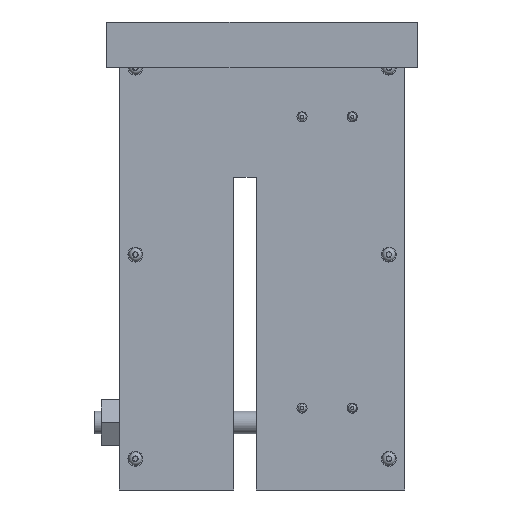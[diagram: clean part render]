
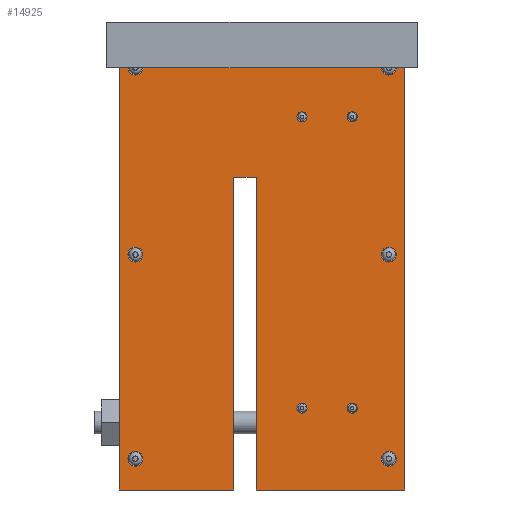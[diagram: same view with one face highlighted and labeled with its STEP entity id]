
A CAD part, left-side view. The second image highlights one B-rep face of the part: STEP entity #14925.
In plain terms, the highlighted planar face has unit normal (-1, 0, 0).
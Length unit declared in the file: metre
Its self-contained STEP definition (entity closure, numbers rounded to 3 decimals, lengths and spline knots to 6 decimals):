
#1320=LINE('',#28098,#2583);
#1328=LINE('',#28115,#2591);
#1332=LINE('',#28123,#2595);
#1334=LINE('',#28126,#2597);
#1336=LINE('',#28130,#2599);
#1341=LINE('',#28141,#2604);
#1343=LINE('',#28144,#2606);
#1345=LINE('',#28147,#2608);
#2583=VECTOR('',#18806,1.);
#2591=VECTOR('',#18816,1.);
#2595=VECTOR('',#18822,1.);
#2597=VECTOR('',#18826,1.);
#2599=VECTOR('',#18830,1.);
#2604=VECTOR('',#18837,1.);
#2606=VECTOR('',#18841,1.);
#2608=VECTOR('',#18845,1.);
#3191=PLANE('',#15987);
#3473=CIRCLE('',#15988,0.00325);
#3474=CIRCLE('',#15989,0.00325);
#3475=CIRCLE('',#15990,0.00325);
#3476=CIRCLE('',#15991,0.00325);
#3477=CIRCLE('',#15992,0.00325);
#3478=CIRCLE('',#15993,0.00325);
#3479=CIRCLE('',#15994,0.0022);
#3480=CIRCLE('',#15995,0.0022);
#3481=CIRCLE('',#15996,0.0022);
#3482=CIRCLE('',#15997,0.0022);
#7366=ORIENTED_EDGE('',*,*,#9767,.T.);
#7367=ORIENTED_EDGE('',*,*,#9768,.T.);
#7368=ORIENTED_EDGE('',*,*,#9769,.T.);
#7369=ORIENTED_EDGE('',*,*,#9770,.T.);
#7370=ORIENTED_EDGE('',*,*,#9771,.T.);
#7371=ORIENTED_EDGE('',*,*,#9772,.T.);
#7372=ORIENTED_EDGE('',*,*,#9746,.T.);
#7373=ORIENTED_EDGE('',*,*,#9737,.T.);
#7374=ORIENTED_EDGE('',*,*,#9729,.F.);
#7375=ORIENTED_EDGE('',*,*,#9733,.T.);
#7376=ORIENTED_EDGE('',*,*,#9735,.T.);
#7377=ORIENTED_EDGE('',*,*,#9721,.F.);
#7378=ORIENTED_EDGE('',*,*,#9744,.F.);
#7379=ORIENTED_EDGE('',*,*,#9742,.T.);
#7380=ORIENTED_EDGE('',*,*,#9773,.T.);
#7381=ORIENTED_EDGE('',*,*,#9774,.T.);
#7382=ORIENTED_EDGE('',*,*,#9775,.T.);
#7383=ORIENTED_EDGE('',*,*,#9776,.T.);
#9721=EDGE_CURVE('',#11256,#11257,#1320,.T.);
#9729=EDGE_CURVE('',#11264,#11265,#1328,.T.);
#9733=EDGE_CURVE('',#11264,#11267,#1332,.T.);
#9735=EDGE_CURVE('',#11267,#11257,#1334,.T.);
#9737=EDGE_CURVE('',#11269,#11265,#1336,.T.);
#9742=EDGE_CURVE('',#11270,#11273,#1341,.T.);
#9744=EDGE_CURVE('',#11270,#11256,#1343,.T.);
#9746=EDGE_CURVE('',#11273,#11269,#1345,.T.);
#9767=EDGE_CURVE('',#11286,#11286,#3473,.T.);
#9768=EDGE_CURVE('',#11287,#11287,#3474,.T.);
#9769=EDGE_CURVE('',#11288,#11288,#3475,.T.);
#9770=EDGE_CURVE('',#11289,#11289,#3476,.T.);
#9771=EDGE_CURVE('',#11290,#11290,#3477,.T.);
#9772=EDGE_CURVE('',#11291,#11291,#3478,.T.);
#9773=EDGE_CURVE('',#11292,#11292,#3479,.T.);
#9774=EDGE_CURVE('',#11293,#11293,#3480,.T.);
#9775=EDGE_CURVE('',#11294,#11294,#3481,.T.);
#9776=EDGE_CURVE('',#11295,#11295,#3482,.T.);
#11256=VERTEX_POINT('',#28097);
#11257=VERTEX_POINT('',#28099);
#11264=VERTEX_POINT('',#28114);
#11265=VERTEX_POINT('',#28116);
#11267=VERTEX_POINT('',#28122);
#11269=VERTEX_POINT('',#28131);
#11270=VERTEX_POINT('',#28135);
#11273=VERTEX_POINT('',#28140);
#11286=VERTEX_POINT('',#28189);
#11287=VERTEX_POINT('',#28191);
#11288=VERTEX_POINT('',#28193);
#11289=VERTEX_POINT('',#28195);
#11290=VERTEX_POINT('',#28197);
#11291=VERTEX_POINT('',#28199);
#11292=VERTEX_POINT('',#28201);
#11293=VERTEX_POINT('',#28203);
#11294=VERTEX_POINT('',#28205);
#11295=VERTEX_POINT('',#28207);
#12600=EDGE_LOOP('',(#7366));
#12601=EDGE_LOOP('',(#7367));
#12602=EDGE_LOOP('',(#7368));
#12603=EDGE_LOOP('',(#7369));
#12604=EDGE_LOOP('',(#7370));
#12605=EDGE_LOOP('',(#7371));
#12606=EDGE_LOOP('',(#7372,#7373,#7374,#7375,#7376,#7377,#7378,#7379));
#12607=EDGE_LOOP('',(#7380));
#12608=EDGE_LOOP('',(#7381));
#12609=EDGE_LOOP('',(#7382));
#12610=EDGE_LOOP('',(#7383));
#13778=FACE_BOUND('',#12600,.T.);
#13779=FACE_BOUND('',#12601,.T.);
#13780=FACE_BOUND('',#12602,.T.);
#13781=FACE_BOUND('',#12603,.T.);
#13782=FACE_BOUND('',#12604,.T.);
#13783=FACE_BOUND('',#12605,.T.);
#13784=FACE_BOUND('',#12606,.T.);
#13785=FACE_BOUND('',#12607,.T.);
#13786=FACE_BOUND('',#12608,.T.);
#13787=FACE_BOUND('',#12609,.T.);
#13788=FACE_BOUND('',#12610,.T.);
#14925=ADVANCED_FACE('',(#13778,#13779,#13780,#13781,#13782,#13783,#13784,
#13785,#13786,#13787,#13788),#3191,.F.);
#15987=AXIS2_PLACEMENT_3D('',#28187,#18880,#18881);
#15988=AXIS2_PLACEMENT_3D('',#28188,#18882,#18883);
#15989=AXIS2_PLACEMENT_3D('',#28190,#18884,#18885);
#15990=AXIS2_PLACEMENT_3D('',#28192,#18886,#18887);
#15991=AXIS2_PLACEMENT_3D('',#28194,#18888,#18889);
#15992=AXIS2_PLACEMENT_3D('',#28196,#18890,#18891);
#15993=AXIS2_PLACEMENT_3D('',#28198,#18892,#18893);
#15994=AXIS2_PLACEMENT_3D('',#28200,#18894,#18895);
#15995=AXIS2_PLACEMENT_3D('',#28202,#18896,#18897);
#15996=AXIS2_PLACEMENT_3D('',#28204,#18898,#18899);
#15997=AXIS2_PLACEMENT_3D('',#28206,#18900,#18901);
#18806=DIRECTION('',(0.,-1.,0.));
#18816=DIRECTION('',(0.,0.,1.));
#18822=DIRECTION('',(0.,-1.,0.));
#18826=DIRECTION('',(0.,0.,1.));
#18830=DIRECTION('',(0.,-1.,0.));
#18837=DIRECTION('',(0.,-1.,0.));
#18841=DIRECTION('',(0.,0.,1.));
#18845=DIRECTION('',(0.,0.,1.));
#18880=DIRECTION('',(1.,0.,0.));
#18881=DIRECTION('',(0.,0.,-1.));
#18882=DIRECTION('',(1.,0.,0.));
#18883=DIRECTION('',(0.,0.,-1.));
#18884=DIRECTION('',(1.,0.,0.));
#18885=DIRECTION('',(0.,0.,-1.));
#18886=DIRECTION('',(1.,0.,0.));
#18887=DIRECTION('',(0.,0.,-1.));
#18888=DIRECTION('',(1.,0.,0.));
#18889=DIRECTION('',(0.,0.,-1.));
#18890=DIRECTION('',(1.,0.,0.));
#18891=DIRECTION('',(0.,0.,-1.));
#18892=DIRECTION('',(1.,0.,0.));
#18893=DIRECTION('',(0.,0.,-1.));
#18894=DIRECTION('',(1.,0.,0.));
#18895=DIRECTION('',(0.,0.,-1.));
#18896=DIRECTION('',(1.,0.,0.));
#18897=DIRECTION('',(0.,0.,-1.));
#18898=DIRECTION('',(1.,0.,0.));
#18899=DIRECTION('',(0.,0.,-1.));
#18900=DIRECTION('',(1.,0.,0.));
#18901=DIRECTION('',(0.,0.,-1.));
#28097=CARTESIAN_POINT('',(-0.05,0.125,0.2));
#28098=CARTESIAN_POINT('',(-0.05,0.065,0.2));
#28099=CARTESIAN_POINT('',(-0.05,0.,0.2));
#28114=CARTESIAN_POINT('',(-0.05,0.065,0.));
#28115=CARTESIAN_POINT('',(-0.05,0.065,0.1));
#28116=CARTESIAN_POINT('',(-0.05,0.065,0.13692));
#28122=CARTESIAN_POINT('',(-0.05,0.,0.));
#28123=CARTESIAN_POINT('',(-0.05,0.065,0.));
#28126=CARTESIAN_POINT('',(-0.05,0.,0.1));
#28130=CARTESIAN_POINT('',(-0.05,0.075,0.13692));
#28131=CARTESIAN_POINT('',(-0.05,0.075,0.13692));
#28135=CARTESIAN_POINT('',(-0.05,0.125,0.));
#28140=CARTESIAN_POINT('',(-0.05,0.075,0.));
#28141=CARTESIAN_POINT('',(-0.05,0.125,0.));
#28144=CARTESIAN_POINT('',(-0.05,0.125,0.149655));
#28147=CARTESIAN_POINT('',(-0.05,0.075,0.149655));
#28187=CARTESIAN_POINT('',(-0.05,0.065,0.1));
#28188=CARTESIAN_POINT('',(-0.05,0.118,0.013701));
#28189=CARTESIAN_POINT('',(-0.05,0.118,0.010451));
#28190=CARTESIAN_POINT('',(-0.05,0.118,0.103101));
#28191=CARTESIAN_POINT('',(-0.05,0.118,0.099851));
#28192=CARTESIAN_POINT('',(-0.05,0.118,0.185));
#28193=CARTESIAN_POINT('',(-0.05,0.118,0.18175));
#28194=CARTESIAN_POINT('',(-0.05,0.007,0.185));
#28195=CARTESIAN_POINT('',(-0.05,0.007,0.18175));
#28196=CARTESIAN_POINT('',(-0.05,0.007,0.103101));
#28197=CARTESIAN_POINT('',(-0.05,0.007,0.099851));
#28198=CARTESIAN_POINT('',(-0.05,0.007,0.013701));
#28199=CARTESIAN_POINT('',(-0.05,0.007,0.010451));
#28200=CARTESIAN_POINT('',(-0.05,0.045,0.03586));
#28201=CARTESIAN_POINT('',(-0.05,0.045,0.03366));
#28202=CARTESIAN_POINT('',(-0.05,0.023,0.03586));
#28203=CARTESIAN_POINT('',(-0.05,0.023,0.03366));
#28204=CARTESIAN_POINT('',(-0.05,0.023,0.16346));
#28205=CARTESIAN_POINT('',(-0.05,0.023,0.16126));
#28206=CARTESIAN_POINT('',(-0.05,0.045,0.16346));
#28207=CARTESIAN_POINT('',(-0.05,0.045,0.16126));
